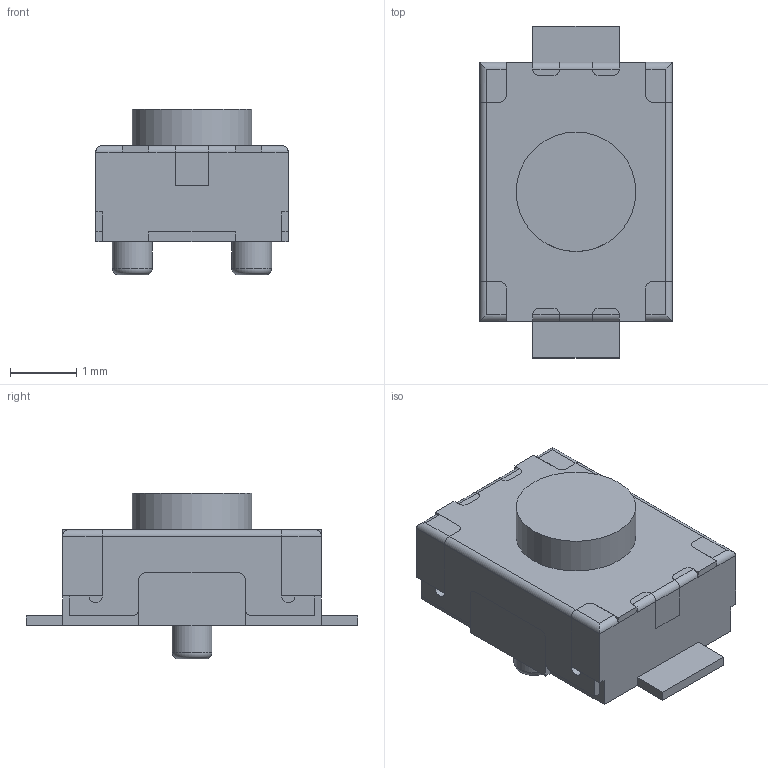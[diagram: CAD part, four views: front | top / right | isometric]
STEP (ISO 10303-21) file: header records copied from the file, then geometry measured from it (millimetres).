
FILE_DESCRIPTION(/* description */ (''),/* implementation_level */ '2;1');
FILE_NAME(/* name */ 'TVAF06-A020B-R.step',/* time_stamp */ '2021-04-04T10:12:27+09:00',/* author */ (''),/* organization */ (''),/* preprocessor_version */ 'ST-DEVELOPER v18.1',/* originating_system */ 'Autodesk Translation Framework v9.10.0.1330',/* authorisation */ '');
FILE_SCHEMA (('AUTOMOTIVE_DESIGN { 1 0 10303 214 3 1 1 }'));
Length unit declared in the file: millimetre
Products named in the file (5): TVAF06-A020B-R; コンポーネント1; pad; コンポーネント3; コンポーネント4
Assembly tree (4 placements, depth 2):
  TVAF06-A020B-R
    コンポーネント1
    pad
    コンポーネント3
    コンポーネント4
Bounding box: 2.9 x 5 x 2.5 mm (x, y, z)
Volume: 18.2 mm3; surface area: 89.6 mm2
Topology: 5 solids, 5 shells, 185 faces, 487 edges, 314 vertices
Faces by surface type: plane 124, cylinder 59, torus 2
Full cylindrical faces by diameter (mm): 0.6 x2, 1.8 x1
Entity records: 5837 total; most frequent: DIRECTION 997, CARTESIAN_POINT 996, ORIENTED_EDGE 974, EDGE_CURVE 487, LINE 367, VECTOR 367, AXIS2_PLACEMENT_3D 315, VERTEX_POINT 314
